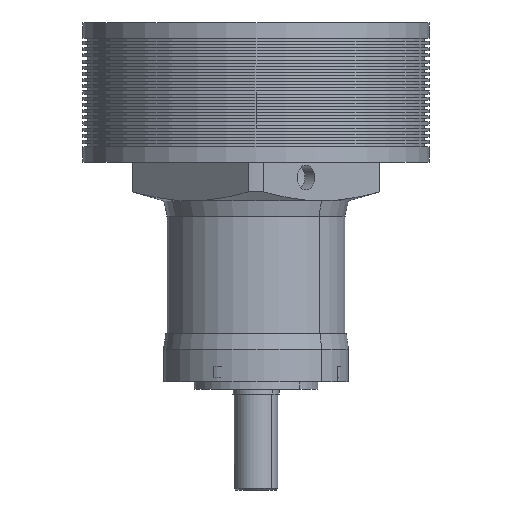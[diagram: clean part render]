
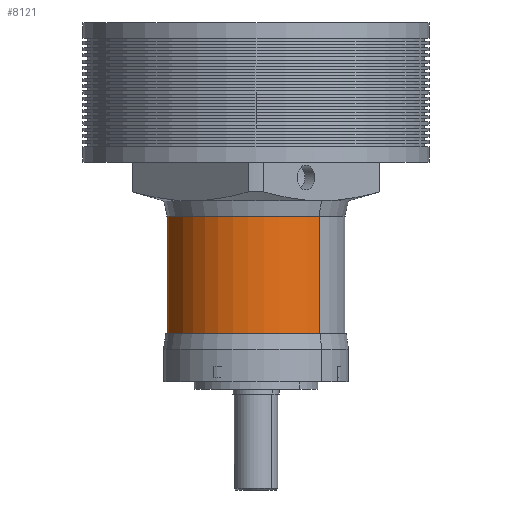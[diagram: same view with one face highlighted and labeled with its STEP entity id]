
A CAD part, front view. The second image highlights one B-rep face of the part: STEP entity #8121.
In plain terms, the highlighted cylindrical face has radius 29 mm (diameter 58 mm), a partial arc.
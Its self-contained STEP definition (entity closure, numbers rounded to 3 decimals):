
#844 = VERTEX_POINT ( 'NONE', #2488 ) ;
#902 = CIRCLE ( 'NONE', #3954, 29. ) ;
#1775 = EDGE_CURVE ( 'NONE', #11090, #29417, #902, .T. ) ;
#2488 = CARTESIAN_POINT ( 'NONE',  ( -20.506, 20.506, -62.5 ) ) ;
#2629 = DIRECTION ( 'NONE',  ( 0., 0., -1. ) ) ;
#3954 = AXIS2_PLACEMENT_3D ( 'NONE', #14478, #2629, #4695 ) ;
#4695 = DIRECTION ( 'NONE',  ( 0.707, -0.707, 0. ) ) ;
#5411 = DIRECTION ( 'NONE',  ( 0., 0., 1. ) ) ;
#5770 = CARTESIAN_POINT ( 'NONE',  ( 0., 0., -100.5 ) ) ;
#8121 = ADVANCED_FACE ( 'NONE', ( #25078 ), #25763, .T. ) ;
#8553 = EDGE_CURVE ( 'NONE', #11090, #22561, #28015, .T. ) ;
#8779 = ORIENTED_EDGE ( 'NONE', *, *, #8553, .T. ) ;
#9337 = CARTESIAN_POINT ( 'NONE',  ( 0., 0., -62.5 ) ) ;
#11090 = VERTEX_POINT ( 'NONE', #23521 ) ;
#12155 = CIRCLE ( 'NONE', #28456, 29. ) ;
#12838 = CARTESIAN_POINT ( 'NONE',  ( 20.506, -20.506, -100.5 ) ) ;
#14236 = ORIENTED_EDGE ( 'NONE', *, *, #27716, .F. ) ;
#14478 = CARTESIAN_POINT ( 'NONE',  ( 0., 0., -100.5 ) ) ;
#15048 = VECTOR ( 'NONE', #5411, 1000. ) ;
#16870 = DIRECTION ( 'NONE',  ( -0.707, 0.707, 0. ) ) ;
#17475 = CARTESIAN_POINT ( 'NONE',  ( -20.506, 20.506, -100.5 ) ) ;
#18050 = DIRECTION ( 'NONE',  ( 0.707, -0.707, 0. ) ) ;
#18165 = EDGE_CURVE ( 'NONE', #22561, #844, #12155, .T. ) ;
#18376 = EDGE_LOOP ( 'NONE', ( #14236, #21239, #8779, #20552 ) ) ;
#19907 = CARTESIAN_POINT ( 'NONE',  ( -20.506, 20.506, -100.5 ) ) ;
#20552 = ORIENTED_EDGE ( 'NONE', *, *, #18165, .T. ) ;
#21239 = ORIENTED_EDGE ( 'NONE', *, *, #1775, .F. ) ;
#22561 = VERTEX_POINT ( 'NONE', #31613 ) ;
#23093 = VECTOR ( 'NONE', #25112, 1000. ) ;
#23521 = CARTESIAN_POINT ( 'NONE',  ( 20.506, -20.506, -100.5 ) ) ;
#24419 = DIRECTION ( 'NONE',  ( 0., 0., -1. ) ) ;
#24934 = DIRECTION ( 'NONE',  ( 0., 0., 1. ) ) ;
#25078 = FACE_OUTER_BOUND ( 'NONE', #18376, .T. ) ;
#25112 = DIRECTION ( 'NONE',  ( 0., 0., 1. ) ) ;
#25712 = LINE ( 'NONE', #17475, #15048 ) ;
#25763 = CYLINDRICAL_SURFACE ( 'NONE', #28460, 29. ) ;
#27716 = EDGE_CURVE ( 'NONE', #29417, #844, #25712, .T. ) ;
#28015 = LINE ( 'NONE', #12838, #23093 ) ;
#28456 = AXIS2_PLACEMENT_3D ( 'NONE', #9337, #24419, #16870 ) ;
#28460 = AXIS2_PLACEMENT_3D ( 'NONE', #5770, #24934, #18050 ) ;
#29417 = VERTEX_POINT ( 'NONE', #19907 ) ;
#31613 = CARTESIAN_POINT ( 'NONE',  ( 20.506, -20.506, -62.5 ) ) ;
